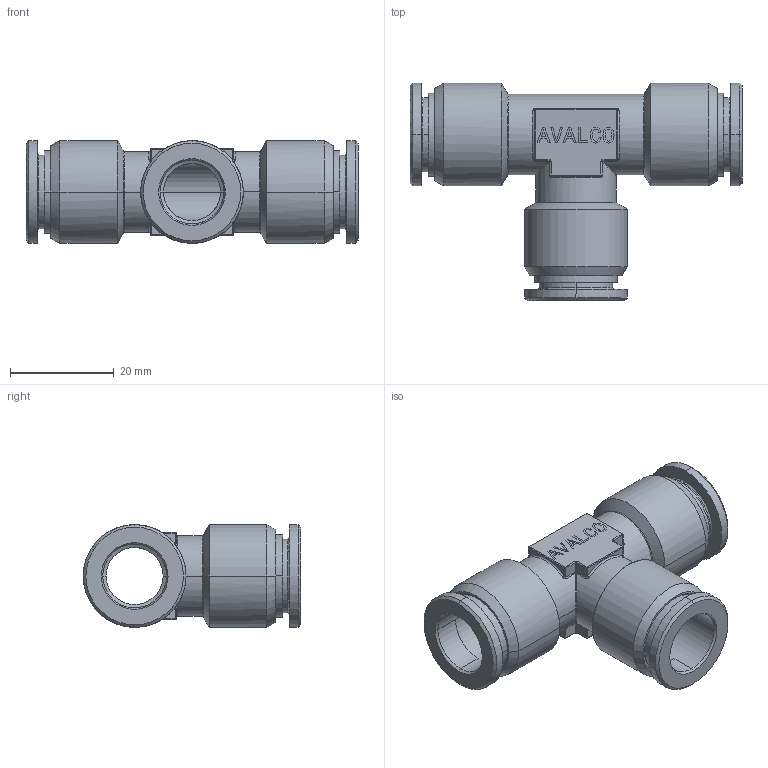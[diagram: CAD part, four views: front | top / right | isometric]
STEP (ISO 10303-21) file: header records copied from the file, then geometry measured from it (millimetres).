
FILE_DESCRIPTION(('CATIA V5 STEP Exchange'),'2;1');
FILE_NAME('PR540B-12.stp','2018-04-14T15:13:43+00:00',('none'),('none'),'CATIA Version 5 Release 21 GA (IN-10)','CATIA V5 STEP AP203','none');
FILE_SCHEMA(('CONFIG_CONTROL_DESIGN'));
Length unit declared in the file: millimetre
Products named in the file (1): PR540B-12
Bounding box: 64 x 41.9 x 19.84 mm (x, y, z)
Volume: 12322.9 mm3; surface area: 10450.5 mm2
Topology: 1 solids, 1 shells, 458 faces, 1138 edges, 714 vertices
Faces by surface type: plane 260, cylinder 92, cone 44, torus 34, bspline 16, sphere 12
Entity records: 14709 total; most frequent: CARTESIAN_POINT 4363, ORIENTED_EDGE 2276, DIRECTION 1793, EDGE_CURVE 1138, VECTOR 804, LINE 804, VERTEX_POINT 714, AXIS2_PLACEMENT_3D 590
